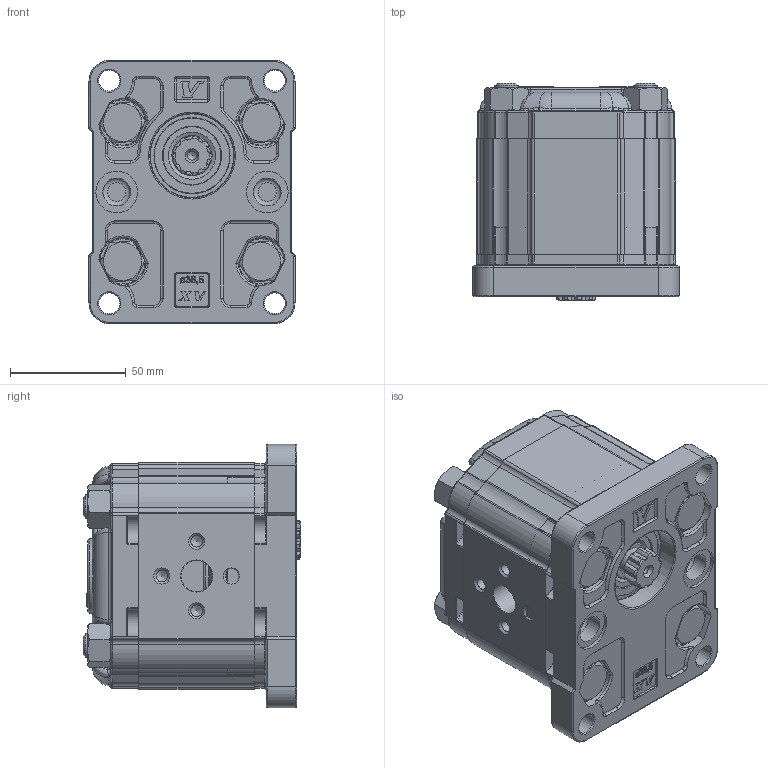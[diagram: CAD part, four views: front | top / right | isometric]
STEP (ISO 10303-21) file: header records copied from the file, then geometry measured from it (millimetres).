
FILE_DESCRIPTION( ( 'Unknown' ), '1' );
FILE_NAME( 'X2F4302QOOA.stp', 'Unknown', ( 'Unknown' ), ( 'Unknown' ), 'PSStep 14.0', 'Unknown', ' ' );
FILE_SCHEMA( ( 'AUTOMOTIVE_DESIGN { 1 0 10303 214 1 1 1 1 }' ) );
Length unit declared in the file: millimetre
Products named in the file (5): Assem1; X2F02; 2Q; X2OOH50; XF201-A
Bounding box: 89 x 94 x 113.7 mm (x, y, z)
Surface area: 204718.1 mm2
Topology: 8 solids, 10 shells, 3738 faces, 9674 edges, 6210 vertices
Faces by surface type: plane 1716, cylinder 966, extrusion 380, torus 332, cone 198, bspline 134, sphere 12
Full cylindrical faces by diameter (mm): 4 x2, 4.917 x8, 5 x8, 9 x8, 10 x8, 11.5 x8, 12 x4, 12.5 x2, 13.5 x4, 16 x8, 17.42 x2, 18 x4, 23 x2, 25 x2, 32.5 x2, 36.5 x2
Entity records: 79064 total; most frequent: CARTESIAN_POINT 19250, ORIENTED_EDGE 9398, DIRECTION 8922, EDGE_CURVE 4699, VERTEX_POINT 3071, AXIS2_PLACEMENT_3D 3026, VECTOR 2870, LINE 2680
